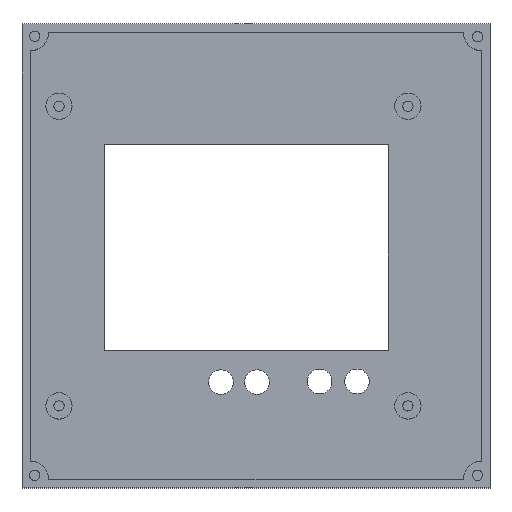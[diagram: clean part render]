
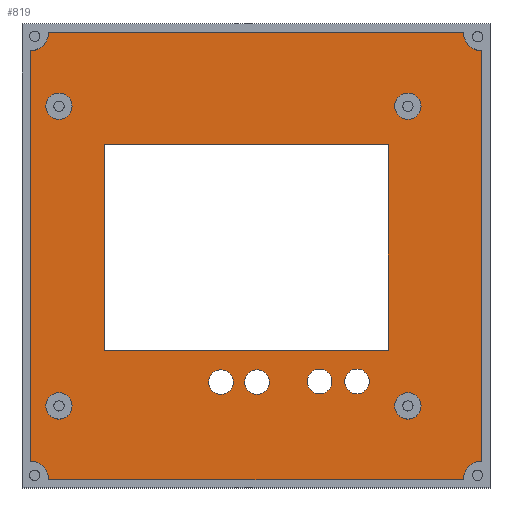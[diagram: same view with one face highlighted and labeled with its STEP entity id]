
A CAD part, top view. The second image highlights one B-rep face of the part: STEP entity #819.
In plain terms, the highlighted planar face has unit normal (0, 0, 1).
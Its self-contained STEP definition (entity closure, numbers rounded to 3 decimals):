
#306 = VERTEX_POINT('',#307);
#307 = CARTESIAN_POINT('',(142.446,-125.195,0.));
#315 = EDGE_CURVE('',#306,#306,#316,.T.);
#316 = CIRCLE('',#317,3.);
#317 = AXIS2_PLACEMENT_3D('',#318,#319,#320);
#318 = CARTESIAN_POINT('',(139.446,-125.195,0.));
#319 = DIRECTION('',(0.,0.,-1.));
#320 = DIRECTION('',(1.,0.,0.));
#331 = VERTEX_POINT('',#332);
#332 = CARTESIAN_POINT('',(151.246,-125.195,0.));
#340 = EDGE_CURVE('',#331,#331,#341,.T.);
#341 = CIRCLE('',#342,3.);
#342 = AXIS2_PLACEMENT_3D('',#343,#344,#345);
#343 = CARTESIAN_POINT('',(148.246,-125.195,0.));
#344 = DIRECTION('',(0.,0.,-1.));
#345 = DIRECTION('',(1.,0.,0.));
#356 = VERTEX_POINT('',#357);
#357 = CARTESIAN_POINT('',(166.5,-125.025,0.));
#365 = EDGE_CURVE('',#356,#356,#366,.T.);
#366 = CIRCLE('',#367,3.);
#367 = AXIS2_PLACEMENT_3D('',#368,#369,#370);
#368 = CARTESIAN_POINT('',(163.5,-125.025,0.));
#369 = DIRECTION('',(0.,0.,-1.));
#370 = DIRECTION('',(1.,0.,0.));
#381 = VERTEX_POINT('',#382);
#382 = CARTESIAN_POINT('',(175.6,-125.025,0.));
#390 = EDGE_CURVE('',#381,#381,#391,.T.);
#391 = CIRCLE('',#392,3.);
#392 = AXIS2_PLACEMENT_3D('',#393,#394,#395);
#393 = CARTESIAN_POINT('',(172.6,-125.025,0.));
#394 = DIRECTION('',(0.,0.,-1.));
#395 = DIRECTION('',(1.,0.,0.));
#406 = VERTEX_POINT('',#407);
#407 = CARTESIAN_POINT('',(111.005,-117.467,0.));
#415 = VERTEX_POINT('',#416);
#416 = CARTESIAN_POINT('',(111.005,-67.317,0.));
#422 = EDGE_CURVE('',#406,#415,#423,.T.);
#423 = LINE('',#424,#425);
#424 = CARTESIAN_POINT('',(111.005,-117.467,0.));
#425 = VECTOR('',#426,1.);
#426 = DIRECTION('',(0.,1.,0.));
#437 = VERTEX_POINT('',#438);
#438 = CARTESIAN_POINT('',(180.245,-117.467,0.));
#446 = EDGE_CURVE('',#437,#406,#447,.T.);
#447 = LINE('',#448,#449);
#448 = CARTESIAN_POINT('',(180.245,-117.467,0.));
#449 = VECTOR('',#450,1.);
#450 = DIRECTION('',(-1.,0.,0.));
#463 = VERTEX_POINT('',#464);
#464 = CARTESIAN_POINT('',(180.245,-67.317,0.));
#470 = EDGE_CURVE('',#415,#463,#471,.T.);
#471 = LINE('',#472,#473);
#472 = CARTESIAN_POINT('',(111.005,-67.317,0.));
#473 = VECTOR('',#474,1.);
#474 = DIRECTION('',(1.,0.,0.));
#487 = EDGE_CURVE('',#463,#437,#488,.T.);
#488 = LINE('',#489,#490);
#489 = CARTESIAN_POINT('',(180.245,-67.317,0.));
#490 = VECTOR('',#491,1.);
#491 = DIRECTION('',(0.,-1.,0.));
#819 = ADVANCED_FACE('',(#820,#890,#901,#904,#907,#910,#913,#924,#930,
    #941),#952,.T.);
#820 = FACE_BOUND('',#821,.T.);
#821 = EDGE_LOOP('',(#822,#833,#841,#850,#858,#867,#875,#884));
#822 = ORIENTED_EDGE('',*,*,#823,.F.);
#823 = EDGE_CURVE('',#824,#826,#828,.T.);
#824 = VERTEX_POINT('',#825);
#825 = CARTESIAN_POINT('',(198.5,-40.,0.));
#826 = VERTEX_POINT('',#827);
#827 = CARTESIAN_POINT('',(203.,-44.5,0.));
#828 = CIRCLE('',#829,4.5);
#829 = AXIS2_PLACEMENT_3D('',#830,#831,#832);
#830 = CARTESIAN_POINT('',(203.,-40.,0.));
#831 = DIRECTION('',(0.,0.,1.));
#832 = DIRECTION('',(1.,0.,0.));
#833 = ORIENTED_EDGE('',*,*,#834,.T.);
#834 = EDGE_CURVE('',#824,#835,#837,.T.);
#835 = VERTEX_POINT('',#836);
#836 = CARTESIAN_POINT('',(97.5,-40.,0.));
#837 = LINE('',#838,#839);
#838 = CARTESIAN_POINT('',(198.5,-40.,0.));
#839 = VECTOR('',#840,1.);
#840 = DIRECTION('',(-1.,0.,0.));
#841 = ORIENTED_EDGE('',*,*,#842,.F.);
#842 = EDGE_CURVE('',#843,#835,#845,.T.);
#843 = VERTEX_POINT('',#844);
#844 = CARTESIAN_POINT('',(93.,-44.5,0.));
#845 = CIRCLE('',#846,4.5);
#846 = AXIS2_PLACEMENT_3D('',#847,#848,#849);
#847 = CARTESIAN_POINT('',(93.,-40.,0.));
#848 = DIRECTION('',(0.,0.,1.));
#849 = DIRECTION('',(1.,0.,0.));
#850 = ORIENTED_EDGE('',*,*,#851,.T.);
#851 = EDGE_CURVE('',#843,#852,#854,.T.);
#852 = VERTEX_POINT('',#853);
#853 = CARTESIAN_POINT('',(93.,-144.5,0.));
#854 = LINE('',#855,#856);
#855 = CARTESIAN_POINT('',(93.,-44.5,0.));
#856 = VECTOR('',#857,1.);
#857 = DIRECTION('',(0.,-1.,0.));
#858 = ORIENTED_EDGE('',*,*,#859,.F.);
#859 = EDGE_CURVE('',#860,#852,#862,.T.);
#860 = VERTEX_POINT('',#861);
#861 = CARTESIAN_POINT('',(97.5,-149.,0.));
#862 = CIRCLE('',#863,4.5);
#863 = AXIS2_PLACEMENT_3D('',#864,#865,#866);
#864 = CARTESIAN_POINT('',(93.,-149.,0.));
#865 = DIRECTION('',(0.,0.,1.));
#866 = DIRECTION('',(1.,0.,0.));
#867 = ORIENTED_EDGE('',*,*,#868,.T.);
#868 = EDGE_CURVE('',#860,#869,#871,.T.);
#869 = VERTEX_POINT('',#870);
#870 = CARTESIAN_POINT('',(198.5,-149.,0.));
#871 = LINE('',#872,#873);
#872 = CARTESIAN_POINT('',(97.5,-149.,0.));
#873 = VECTOR('',#874,1.);
#874 = DIRECTION('',(1.,0.,0.));
#875 = ORIENTED_EDGE('',*,*,#876,.F.);
#876 = EDGE_CURVE('',#877,#869,#879,.T.);
#877 = VERTEX_POINT('',#878);
#878 = CARTESIAN_POINT('',(203.,-144.5,0.));
#879 = CIRCLE('',#880,4.5);
#880 = AXIS2_PLACEMENT_3D('',#881,#882,#883);
#881 = CARTESIAN_POINT('',(203.,-149.,0.));
#882 = DIRECTION('',(0.,0.,1.));
#883 = DIRECTION('',(1.,0.,0.));
#884 = ORIENTED_EDGE('',*,*,#885,.T.);
#885 = EDGE_CURVE('',#877,#826,#886,.T.);
#886 = LINE('',#887,#888);
#887 = CARTESIAN_POINT('',(203.,-144.5,0.));
#888 = VECTOR('',#889,1.);
#889 = DIRECTION('',(0.,1.,0.));
#890 = FACE_BOUND('',#891,.T.);
#891 = EDGE_LOOP('',(#892));
#892 = ORIENTED_EDGE('',*,*,#893,.F.);
#893 = EDGE_CURVE('',#894,#894,#896,.T.);
#894 = VERTEX_POINT('',#895);
#895 = CARTESIAN_POINT('',(103.2,-131.,0.));
#896 = CIRCLE('',#897,3.2);
#897 = AXIS2_PLACEMENT_3D('',#898,#899,#900);
#898 = CARTESIAN_POINT('',(100.,-131.,0.));
#899 = DIRECTION('',(0.,0.,1.));
#900 = DIRECTION('',(1.,0.,0.));
#901 = FACE_BOUND('',#902,.T.);
#902 = EDGE_LOOP('',(#903));
#903 = ORIENTED_EDGE('',*,*,#315,.T.);
#904 = FACE_BOUND('',#905,.T.);
#905 = EDGE_LOOP('',(#906));
#906 = ORIENTED_EDGE('',*,*,#340,.T.);
#907 = FACE_BOUND('',#908,.T.);
#908 = EDGE_LOOP('',(#909));
#909 = ORIENTED_EDGE('',*,*,#365,.T.);
#910 = FACE_BOUND('',#911,.T.);
#911 = EDGE_LOOP('',(#912));
#912 = ORIENTED_EDGE('',*,*,#390,.T.);
#913 = FACE_BOUND('',#914,.T.);
#914 = EDGE_LOOP('',(#915));
#915 = ORIENTED_EDGE('',*,*,#916,.F.);
#916 = EDGE_CURVE('',#917,#917,#919,.T.);
#917 = VERTEX_POINT('',#918);
#918 = CARTESIAN_POINT('',(188.2,-131.,0.));
#919 = CIRCLE('',#920,3.2);
#920 = AXIS2_PLACEMENT_3D('',#921,#922,#923);
#921 = CARTESIAN_POINT('',(185.,-131.,0.));
#922 = DIRECTION('',(0.,0.,1.));
#923 = DIRECTION('',(1.,0.,0.));
#924 = FACE_BOUND('',#925,.T.);
#925 = EDGE_LOOP('',(#926,#927,#928,#929));
#926 = ORIENTED_EDGE('',*,*,#422,.T.);
#927 = ORIENTED_EDGE('',*,*,#470,.T.);
#928 = ORIENTED_EDGE('',*,*,#487,.T.);
#929 = ORIENTED_EDGE('',*,*,#446,.T.);
#930 = FACE_BOUND('',#931,.T.);
#931 = EDGE_LOOP('',(#932));
#932 = ORIENTED_EDGE('',*,*,#933,.F.);
#933 = EDGE_CURVE('',#934,#934,#936,.T.);
#934 = VERTEX_POINT('',#935);
#935 = CARTESIAN_POINT('',(103.2,-58.,0.));
#936 = CIRCLE('',#937,3.2);
#937 = AXIS2_PLACEMENT_3D('',#938,#939,#940);
#938 = CARTESIAN_POINT('',(100.,-58.,0.));
#939 = DIRECTION('',(0.,0.,1.));
#940 = DIRECTION('',(1.,0.,0.));
#941 = FACE_BOUND('',#942,.T.);
#942 = EDGE_LOOP('',(#943));
#943 = ORIENTED_EDGE('',*,*,#944,.F.);
#944 = EDGE_CURVE('',#945,#945,#947,.T.);
#945 = VERTEX_POINT('',#946);
#946 = CARTESIAN_POINT('',(188.2,-58.,0.));
#947 = CIRCLE('',#948,3.2);
#948 = AXIS2_PLACEMENT_3D('',#949,#950,#951);
#949 = CARTESIAN_POINT('',(185.,-58.,0.));
#950 = DIRECTION('',(0.,0.,1.));
#951 = DIRECTION('',(1.,0.,0.));
#952 = PLANE('',#953);
#953 = AXIS2_PLACEMENT_3D('',#954,#955,#956);
#954 = CARTESIAN_POINT('',(144.539,-96.308,0.));
#955 = DIRECTION('',(0.,0.,1.));
#956 = DIRECTION('',(1.,0.,0.));
